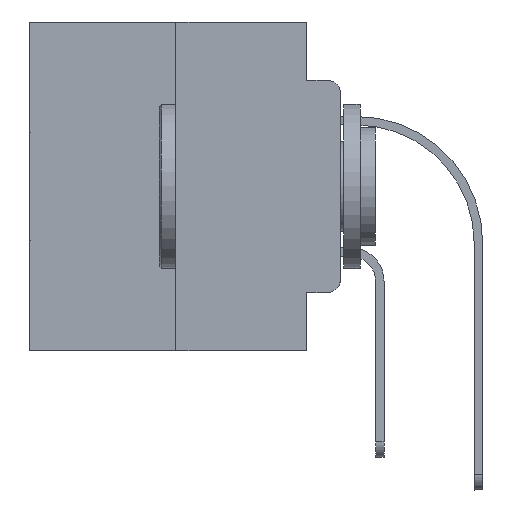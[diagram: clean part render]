
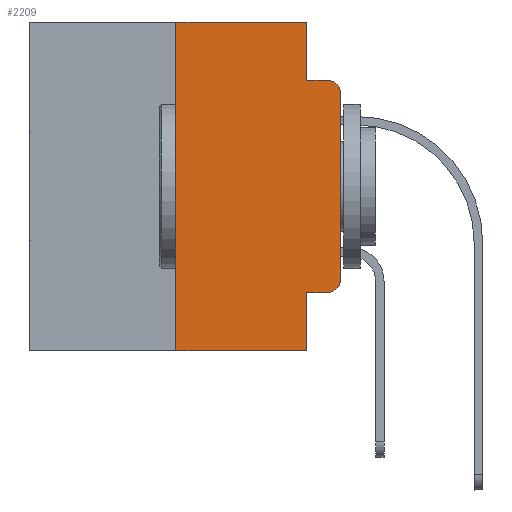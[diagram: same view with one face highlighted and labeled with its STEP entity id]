
A CAD part, left-side view. The second image highlights one B-rep face of the part: STEP entity #2209.
In plain terms, the highlighted planar face has unit normal (-1, 0, 0).
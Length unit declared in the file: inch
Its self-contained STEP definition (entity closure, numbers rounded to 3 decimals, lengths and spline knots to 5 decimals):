
#6 = CARTESIAN_POINT ( 'NONE',  ( 0., 0.051, -0.4115 ) ) ;
#12 = AXIS2_PLACEMENT_3D ( 'NONE', #19425, #12339, #18834 ) ;
#427 = EDGE_CURVE ( 'NONE', #22227, #26135, #8259, .T. ) ;
#661 = ORIENTED_EDGE ( 'NONE', *, *, #16159, .F. ) ;
#1225 = EDGE_LOOP ( 'NONE', ( #22010, #21057, #17681, #12438, #18304, #8786, #2582, #661, #10462, #24067 ) ) ;
#1357 = CARTESIAN_POINT ( 'NONE',  ( 0., 0., -0.3915 ) ) ;
#1547 = CARTESIAN_POINT ( 'NONE',  ( 0., 0.25, -0.5 ) ) ;
#1650 = LINE ( 'NONE', #4060, #25084 ) ;
#2101 = EDGE_CURVE ( 'NONE', #22227, #27766, #27931, .T. ) ;
#2209 = ADVANCED_FACE ( 'NONE', ( #5941 ), #20029, .F. ) ;
#2582 = ORIENTED_EDGE ( 'NONE', *, *, #2101, .T. ) ;
#2662 = CIRCLE ( 'NONE', #23935, 0.02 ) ;
#2783 = CARTESIAN_POINT ( 'NONE',  ( 0., 0.473, -0.5 ) ) ;
#3065 = AXIS2_PLACEMENT_3D ( 'NONE', #17320, #5792, #24728 ) ;
#4060 = CARTESIAN_POINT ( 'NONE',  ( 0., 0.051, -0.0885 ) ) ;
#4400 = DIRECTION ( 'NONE',  ( -1., 0., 0. ) ) ;
#5184 = DIRECTION ( 'NONE',  ( 0., 0., -1. ) ) ;
#5792 = DIRECTION ( 'NONE',  ( 1., 0., 0. ) ) ;
#5934 = EDGE_CURVE ( 'NONE', #6787, #27715, #1650, .T. ) ;
#5941 = FACE_OUTER_BOUND ( 'NONE', #1225, .T. ) ;
#6319 = DIRECTION ( 'NONE',  ( 0., 0., 1. ) ) ;
#6392 = VECTOR ( 'NONE', #5184, 39.37008 ) ;
#6498 = CARTESIAN_POINT ( 'NONE',  ( 0., 0., 0. ) ) ;
#6787 = VERTEX_POINT ( 'NONE', #29000 ) ;
#7309 = CARTESIAN_POINT ( 'NONE',  ( 0., 0.02, -0.4115 ) ) ;
#7799 = CARTESIAN_POINT ( 'NONE',  ( 0., 0.051, -0.5 ) ) ;
#8105 = DIRECTION ( 'NONE',  ( 0., 0., 1. ) ) ;
#8259 = LINE ( 'NONE', #29146, #28788 ) ;
#8786 = ORIENTED_EDGE ( 'NONE', *, *, #427, .F. ) ;
#10004 = LINE ( 'NONE', #19224, #28782 ) ;
#10462 = ORIENTED_EDGE ( 'NONE', *, *, #27387, .T. ) ;
#11078 = CARTESIAN_POINT ( 'NONE',  ( 0., 0.02, -0.3915 ) ) ;
#11581 = EDGE_CURVE ( 'NONE', #18149, #6787, #25794, .T. ) ;
#11883 = CARTESIAN_POINT ( 'NONE',  ( 0., 0.051, 0. ) ) ;
#12339 = DIRECTION ( 'NONE',  ( -1., 0., 0. ) ) ;
#12438 = ORIENTED_EDGE ( 'NONE', *, *, #11581, .F. ) ;
#13798 = LINE ( 'NONE', #6498, #26458 ) ;
#13934 = CARTESIAN_POINT ( 'NONE',  ( 0., 0.02, -0.0885 ) ) ;
#14124 = CARTESIAN_POINT ( 'NONE',  ( 0., 0.25, 0. ) ) ;
#14597 = CARTESIAN_POINT ( 'NONE',  ( 0., 0.473, 0. ) ) ;
#14746 = LINE ( 'NONE', #14597, #25882 ) ;
#15021 = CIRCLE ( 'NONE', #12, 0.02 ) ;
#15610 = EDGE_CURVE ( 'NONE', #26135, #18149, #14746, .T. ) ;
#15650 = DIRECTION ( 'NONE',  ( 0., -1., 0. ) ) ;
#15788 = EDGE_CURVE ( 'NONE', #18706, #28310, #2662, .T. ) ;
#16159 = EDGE_CURVE ( 'NONE', #19273, #27766, #10004, .T. ) ;
#17320 = CARTESIAN_POINT ( 'NONE',  ( 0., 0.473, 0. ) ) ;
#17681 = ORIENTED_EDGE ( 'NONE', *, *, #5934, .F. ) ;
#17740 = DIRECTION ( 'NONE',  ( 0., 0., -1. ) ) ;
#17914 = LINE ( 'NONE', #27131, #19384 ) ;
#18149 = VERTEX_POINT ( 'NONE', #22827 ) ;
#18304 = ORIENTED_EDGE ( 'NONE', *, *, #15610, .F. ) ;
#18706 = VERTEX_POINT ( 'NONE', #7309 ) ;
#18834 = DIRECTION ( 'NONE',  ( 0., 0., -1. ) ) ;
#19224 = CARTESIAN_POINT ( 'NONE',  ( 0., 0.051, 0. ) ) ;
#19273 = VERTEX_POINT ( 'NONE', #6 ) ;
#19384 = VECTOR ( 'NONE', #15650, 39.37008 ) ;
#19425 = CARTESIAN_POINT ( 'NONE',  ( 0., 0.02, -0.1085 ) ) ;
#19559 = DIRECTION ( 'NONE',  ( 0., -1., 0. ) ) ;
#20029 = PLANE ( 'NONE',  #3065 ) ;
#20252 = CARTESIAN_POINT ( 'NONE',  ( 0., 0., -0.1085 ) ) ;
#21057 = ORIENTED_EDGE ( 'NONE', *, *, #27075, .T. ) ;
#21424 = VERTEX_POINT ( 'NONE', #20252 ) ;
#22010 = ORIENTED_EDGE ( 'NONE', *, *, #28364, .T. ) ;
#22227 = VERTEX_POINT ( 'NONE', #1547 ) ;
#22242 = DIRECTION ( 'NONE',  ( 0., -1., 0. ) ) ;
#22827 = CARTESIAN_POINT ( 'NONE',  ( 0., 0.051, 0. ) ) ;
#23538 = DIRECTION ( 'NONE',  ( 0., -1., 0. ) ) ;
#23935 = AXIS2_PLACEMENT_3D ( 'NONE', #11078, #4400, #17740 ) ;
#24067 = ORIENTED_EDGE ( 'NONE', *, *, #15788, .T. ) ;
#24728 = DIRECTION ( 'NONE',  ( 0., 0., -1. ) ) ;
#25084 = VECTOR ( 'NONE', #22242, 39.37008 ) ;
#25794 = LINE ( 'NONE', #11883, #6392 ) ;
#25882 = VECTOR ( 'NONE', #19559, 39.37008 ) ;
#26135 = VERTEX_POINT ( 'NONE', #14124 ) ;
#26458 = VECTOR ( 'NONE', #6319, 39.37008 ) ;
#27075 = EDGE_CURVE ( 'NONE', #21424, #27715, #15021, .T. ) ;
#27131 = CARTESIAN_POINT ( 'NONE',  ( 0., 0.051, -0.4115 ) ) ;
#27387 = EDGE_CURVE ( 'NONE', #19273, #18706, #17914, .T. ) ;
#27715 = VERTEX_POINT ( 'NONE', #13934 ) ;
#27766 = VERTEX_POINT ( 'NONE', #7799 ) ;
#27931 = LINE ( 'NONE', #2783, #29675 ) ;
#28310 = VERTEX_POINT ( 'NONE', #1357 ) ;
#28364 = EDGE_CURVE ( 'NONE', #28310, #21424, #13798, .T. ) ;
#28453 = DIRECTION ( 'NONE',  ( 0., 0., -1. ) ) ;
#28782 = VECTOR ( 'NONE', #28453, 39.37008 ) ;
#28788 = VECTOR ( 'NONE', #8105, 39.37008 ) ;
#29000 = CARTESIAN_POINT ( 'NONE',  ( 0., 0.051, -0.0885 ) ) ;
#29146 = CARTESIAN_POINT ( 'NONE',  ( 0., 0.25, 0. ) ) ;
#29675 = VECTOR ( 'NONE', #23538, 39.37008 ) ;
